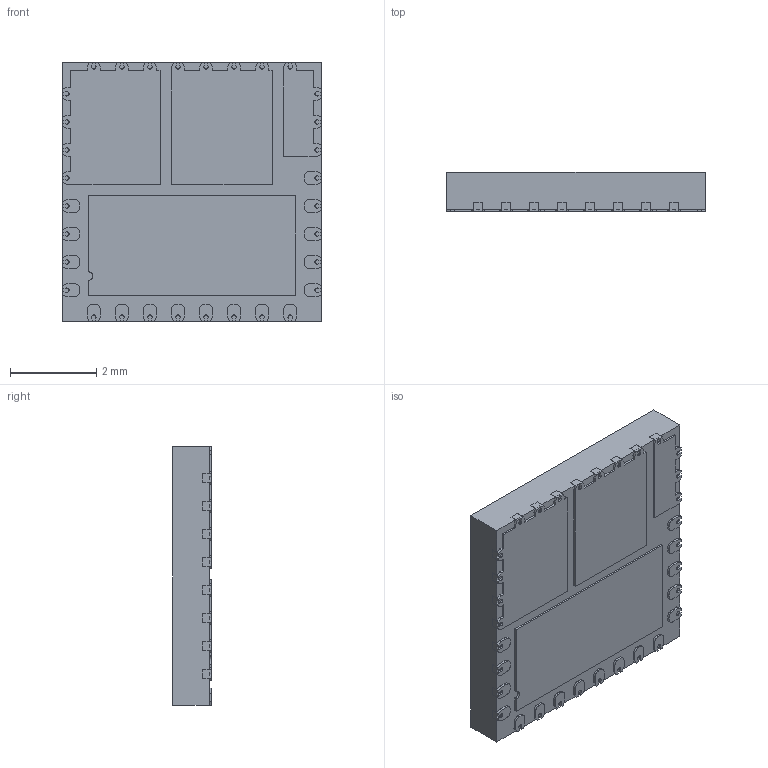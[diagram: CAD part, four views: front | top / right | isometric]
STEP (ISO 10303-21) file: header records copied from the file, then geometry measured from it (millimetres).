
FILE_DESCRIPTION (( 'STEP AP214' ), '1' );
FILE_NAME ('MIC28516T-E.STEP', '2022-06-28T00:29:57', ( '' ), ( '' ), 'SwSTEP 2.0', 'SolidWorks 2017', '' );
FILE_SCHEMA (( 'AUTOMOTIVE_DESIGN' ));
Length unit declared in the file: millimetre
Products named in the file (1): MIC28516T-E
Bounding box: 6 x 0.9 x 6 mm (x, y, z)
Volume: 31.9 mm3; surface area: 167.8 mm2
Topology: 23 solids, 23 shells, 696 faces, 1944 edges, 1296 vertices
Faces by surface type: plane 550, cylinder 146
Entity records: 22392 total; most frequent: CARTESIAN_POINT 3937, ORIENTED_EDGE 3888, DIRECTION 3630, EDGE_CURVE 1944, LINE 1652, VECTOR 1652, VERTEX_POINT 1296, AXIS2_PLACEMENT_3D 989
